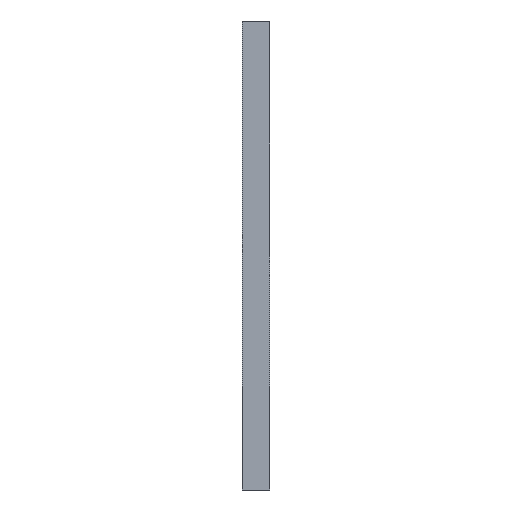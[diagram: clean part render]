
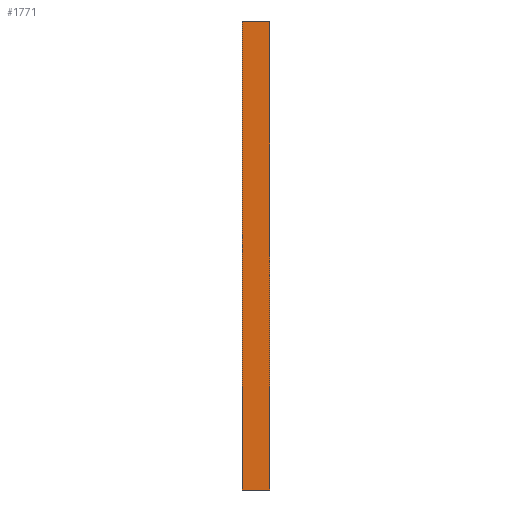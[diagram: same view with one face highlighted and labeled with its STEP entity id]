
A CAD part, left-side view. The second image highlights one B-rep face of the part: STEP entity #1771.
In plain terms, the highlighted planar face has unit normal (-1, 0, 0).
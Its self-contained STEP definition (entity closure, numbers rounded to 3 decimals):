
#28 = DIRECTION ( 'NONE',  ( 0., 0., -1. ) ) ;
#84 = VERTEX_POINT ( 'NONE', #274 ) ;
#128 = DIRECTION ( 'NONE',  ( 0., 0., 1. ) ) ;
#157 = LINE ( 'NONE', #494, #1533 ) ;
#159 = VERTEX_POINT ( 'NONE', #1552 ) ;
#254 = CARTESIAN_POINT ( 'NONE',  ( -30., 0., -85. ) ) ;
#274 = CARTESIAN_POINT ( 'NONE',  ( -30., 5., -85. ) ) ;
#353 = VERTEX_POINT ( 'NONE', #1969 ) ;
#462 = LINE ( 'NONE', #994, #1244 ) ;
#494 = CARTESIAN_POINT ( 'NONE',  ( -30., 5., 0. ) ) ;
#504 = VECTOR ( 'NONE', #1177, 1000. ) ;
#521 = PLANE ( 'NONE',  #703 ) ;
#530 = CARTESIAN_POINT ( 'NONE',  ( -30., 5., 0. ) ) ;
#658 = VERTEX_POINT ( 'NONE', #254 ) ;
#690 = DIRECTION ( 'NONE',  ( 1., 0., 0. ) ) ;
#692 = DIRECTION ( 'NONE',  ( 0., -1., 0. ) ) ;
#703 = AXIS2_PLACEMENT_3D ( 'NONE', #1149, #690, #28 ) ;
#735 = EDGE_CURVE ( 'NONE', #658, #353, #930, .T. ) ;
#753 = EDGE_LOOP ( 'NONE', ( #1876, #1137, #787, #2018 ) ) ;
#787 = ORIENTED_EDGE ( 'NONE', *, *, #1742, .F. ) ;
#807 = VECTOR ( 'NONE', #128, 1000. ) ;
#930 = LINE ( 'NONE', #1735, #807 ) ;
#994 = CARTESIAN_POINT ( 'NONE',  ( -30., 5., -85. ) ) ;
#1109 = FACE_OUTER_BOUND ( 'NONE', #753, .T. ) ;
#1137 = ORIENTED_EDGE ( 'NONE', *, *, #1202, .F. ) ;
#1149 = CARTESIAN_POINT ( 'NONE',  ( -30., 5., 0. ) ) ;
#1177 = DIRECTION ( 'NONE',  ( 0., -1., 0. ) ) ;
#1202 = EDGE_CURVE ( 'NONE', #159, #353, #1322, .T. ) ;
#1244 = VECTOR ( 'NONE', #692, 1000. ) ;
#1282 = EDGE_CURVE ( 'NONE', #84, #658, #462, .T. ) ;
#1322 = LINE ( 'NONE', #530, #504 ) ;
#1464 = DIRECTION ( 'NONE',  ( 0., 0., 1. ) ) ;
#1533 = VECTOR ( 'NONE', #1464, 1000. ) ;
#1552 = CARTESIAN_POINT ( 'NONE',  ( -30., 5., 0. ) ) ;
#1735 = CARTESIAN_POINT ( 'NONE',  ( -30., 0., 0. ) ) ;
#1742 = EDGE_CURVE ( 'NONE', #84, #159, #157, .T. ) ;
#1771 = ADVANCED_FACE ( 'NONE', ( #1109 ), #521, .F. ) ;
#1876 = ORIENTED_EDGE ( 'NONE', *, *, #735, .T. ) ;
#1969 = CARTESIAN_POINT ( 'NONE',  ( -30., 0., 0. ) ) ;
#2018 = ORIENTED_EDGE ( 'NONE', *, *, #1282, .T. ) ;
